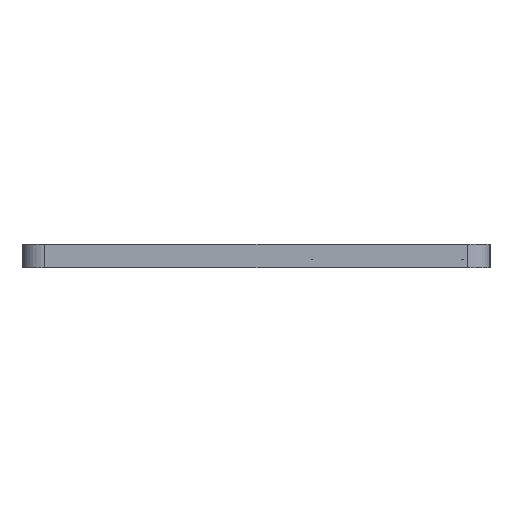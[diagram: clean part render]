
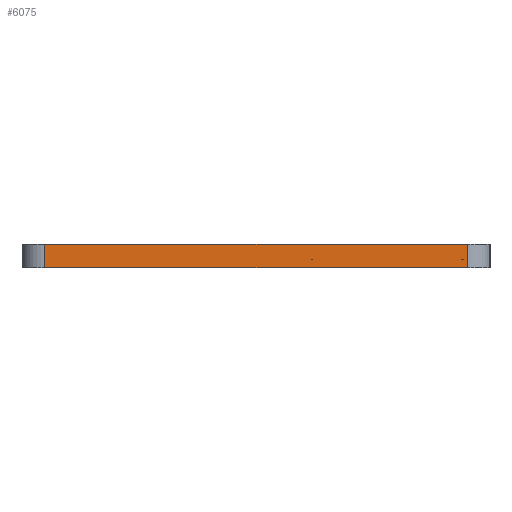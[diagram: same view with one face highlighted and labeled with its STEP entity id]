
A CAD part, left-side view. The second image highlights one B-rep face of the part: STEP entity #6075.
In plain terms, the highlighted planar face has unit normal (-1, 0, 0).
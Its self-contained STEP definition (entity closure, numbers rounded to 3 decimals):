
#400=PLANE('',#6519);
#717=FACE_OUTER_BOUND('',#1054,.T.);
#1054=EDGE_LOOP('',(#5542,#5543,#5544,#5545));
#1341=LINE('',#9992,#1916);
#1645=LINE('',#10847,#2220);
#1646=LINE('',#10850,#2221);
#1647=LINE('',#10851,#2222);
#1916=VECTOR('',#7053,10.);
#2220=VECTOR('',#7975,10.);
#2221=VECTOR('',#7978,10.);
#2222=VECTOR('',#7979,10.);
#2756=VERTEX_POINT('',#9989);
#2757=VERTEX_POINT('',#9991);
#2999=VERTEX_POINT('',#10845);
#3000=VERTEX_POINT('',#10849);
#3462=EDGE_CURVE('',#2756,#2757,#1341,.T.);
#3886=EDGE_CURVE('',#2999,#2757,#1645,.T.);
#3887=EDGE_CURVE('',#2999,#3000,#1646,.T.);
#3888=EDGE_CURVE('',#3000,#2756,#1647,.T.);
#5542=ORIENTED_EDGE('',*,*,#3887,.F.);
#5543=ORIENTED_EDGE('',*,*,#3886,.T.);
#5544=ORIENTED_EDGE('',*,*,#3462,.F.);
#5545=ORIENTED_EDGE('',*,*,#3888,.F.);
#6075=ADVANCED_FACE('',(#717),#400,.T.);
#6519=AXIS2_PLACEMENT_3D('',#10848,#7976,#7977);
#7053=DIRECTION('',(0.,1.,0.));
#7975=DIRECTION('',(0.,0.,-1.));
#7976=DIRECTION('center_axis',(-1.,0.,0.));
#7977=DIRECTION('ref_axis',(0.,1.,0.));
#7978=DIRECTION('',(0.,-1.,0.));
#7979=DIRECTION('',(0.,0.,-1.));
#9989=CARTESIAN_POINT('',(-199.675,-61.925,0.));
#9991=CARTESIAN_POINT('',(-199.675,67.925,0.));
#9992=CARTESIAN_POINT('',(-199.675,-29.463,0.));
#10845=CARTESIAN_POINT('',(-199.675,67.925,7.077));
#10847=CARTESIAN_POINT('',(-199.675,67.925,7.077));
#10848=CARTESIAN_POINT('Origin',(-199.675,-61.925,7.077));
#10849=CARTESIAN_POINT('',(-199.675,-61.925,7.077));
#10850=CARTESIAN_POINT('',(-199.675,67.925,7.077));
#10851=CARTESIAN_POINT('',(-199.675,-61.925,7.077));
